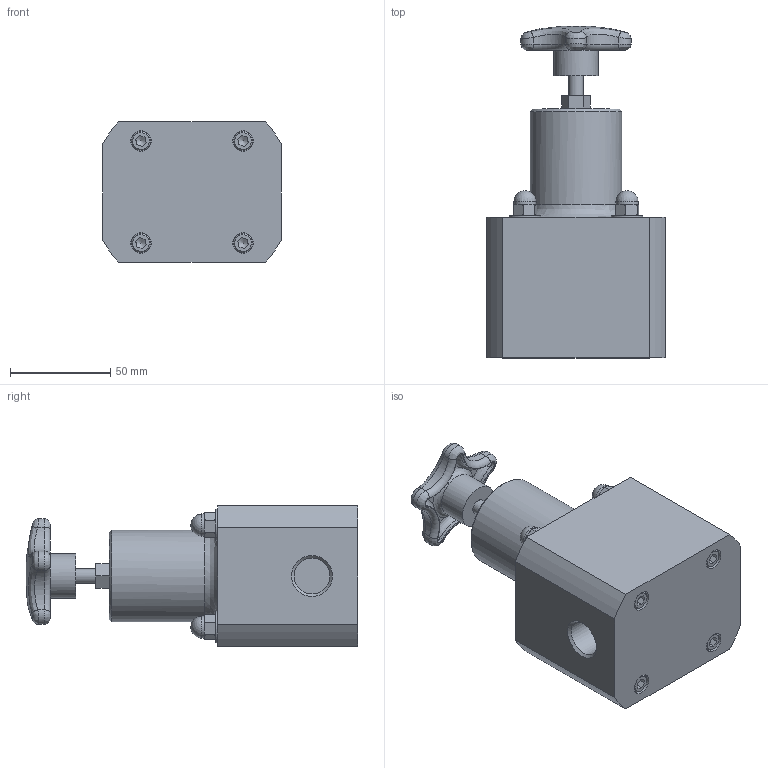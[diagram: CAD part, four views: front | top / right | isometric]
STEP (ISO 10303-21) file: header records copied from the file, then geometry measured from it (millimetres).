
FILE_DESCRIPTION((''),'2;1');
FILE_NAME('TVBP50-PVC-G_R0.ipt.stp','2017-04-04T12:09:55',(''),(''),'Autodesk Inventor 2009','Autodesk Inventor 2009','');
FILE_SCHEMA(('AUTOMOTIVE_DESIGN { 1 0 10303 214 1 1 1 1 }'));
Length unit declared in the file: inch
Products named in the file (1): TVBP50-PVC-G_R0
Bounding box: 88.9 x 165.14 x 69.85 mm (x, y, z)
Volume: 526805.5 mm3; surface area: 63368.1 mm2
Topology: 1 solids, 9 shells, 405 faces, 940 edges, 577 vertices
Faces by surface type: plane 165, bspline 113, cylinder 64, cone 27, torus 19, sphere 17
Full cylindrical faces by diameter (mm): 4.445 x4, 6.35 x8, 7.144 x4, 7.442 x1, 7.938 x1, 9.525 x4, 10.998 x4, 15.875 x4, 17.856 x2, 22.098 x1, 45.72 x1
Entity records: 15380 total; most frequent: CARTESIAN_POINT 6901, ORIENTED_EDGE 1670, DIRECTION 1578, EDGE_CURVE 835, AXIS2_PLACEMENT_3D 677, VERTEX_POINT 558, EDGE_LOOP 523, FACE_OUTER_BOUND 405
